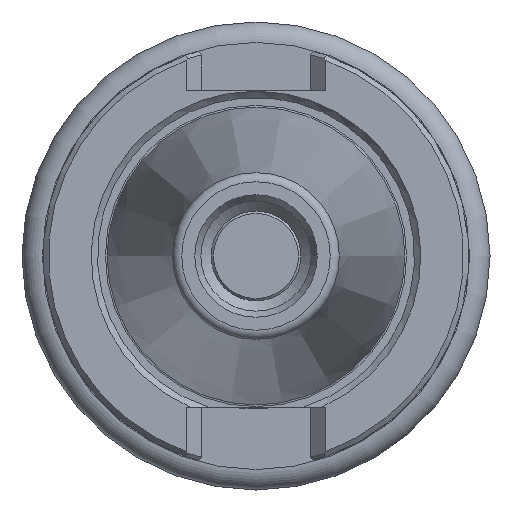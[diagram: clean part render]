
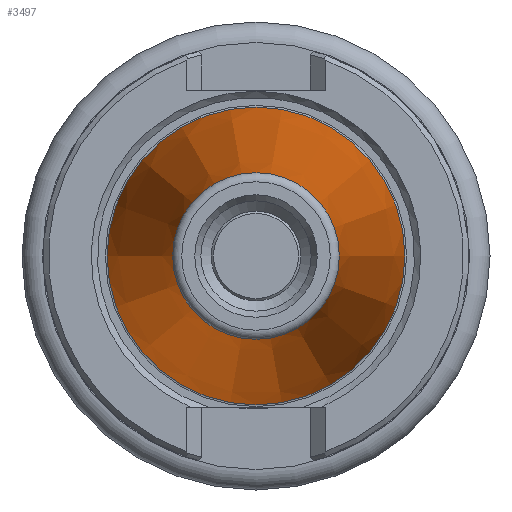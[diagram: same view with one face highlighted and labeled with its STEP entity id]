
A CAD part, left-side view. The second image highlights one B-rep face of the part: STEP entity #3497.
In plain terms, the highlighted conical face has half-angle 8.297 degrees and reference radius 17.248 mm.
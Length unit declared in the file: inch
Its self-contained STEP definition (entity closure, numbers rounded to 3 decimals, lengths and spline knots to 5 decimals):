
#3351=CARTESIAN_POINT('',(0.0,0.875,0.0));
#3352=VERTEX_POINT('',#3351);
#3353=CARTESIAN_POINT('',(0.0,0.0,0.0));
#3354=DIRECTION('',(1.0,0.,0.0));
#3355=DIRECTION('',(0.,1.0,0.0));
#3356=AXIS2_PLACEMENT_3D('',#3353,#3354,#3355);
#3357=CIRCLE('',#3356,0.875);
#3358=EDGE_CURVE('',#3352,#3352,#3357,.T.);
#3462=CARTESIAN_POINT('',(-2.64129,0.48982,0.));
#3463=VERTEX_POINT('',#3462);
#3464=CARTESIAN_POINT('',(-2.64129,0.,0.));
#3465=DIRECTION('',(-1.0,0.0,0.0));
#3466=DIRECTION('',(0.0,-1.0,0.0));
#3467=AXIS2_PLACEMENT_3D('',#3464,#3465,#3466);
#3468=CIRCLE('',#3467,0.48982);
#3469=EDGE_CURVE('',#3463,#3463,#3468,.T.);
#3486=CARTESIAN_POINT('',(-1.34375,0.0,0.0));
#3487=DIRECTION('',(1.0,0.0,0.0));
#3488=DIRECTION('',(0.,1.0,0.0));
#3489=AXIS2_PLACEMENT_3D('',#3486,#3487,#3488);
#3490=CONICAL_SURFACE('',#3489,0.67904,8.297);
#3491=ORIENTED_EDGE('',*,*,#3358,.F.);
#3492=EDGE_LOOP('',(#3491));
#3493=FACE_OUTER_BOUND('',#3492,.T.);
#3494=ORIENTED_EDGE('',*,*,#3469,.F.);
#3495=EDGE_LOOP('',(#3494));
#3496=FACE_BOUND('',#3495,.T.);
#3497=ADVANCED_FACE('',(#3493,#3496),#3490,.T.);
